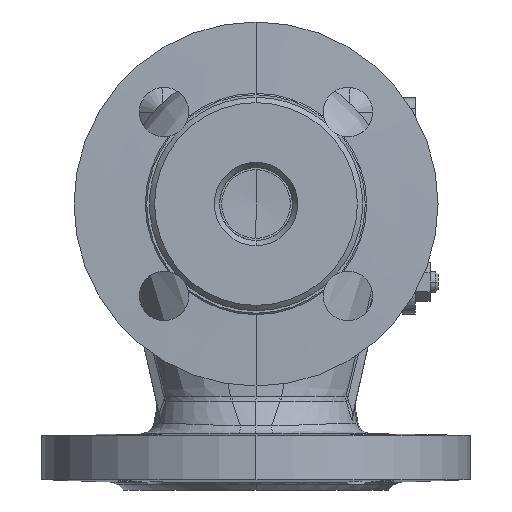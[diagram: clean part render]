
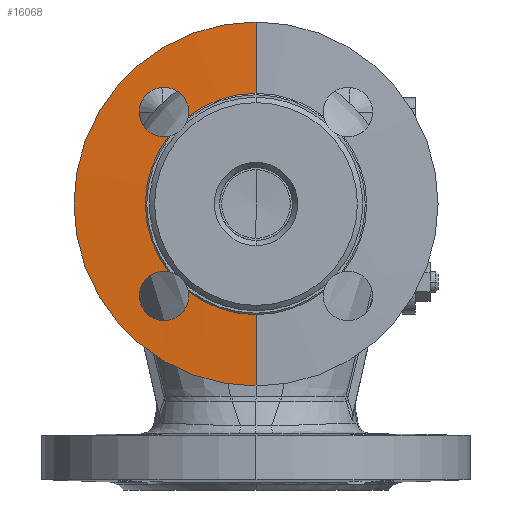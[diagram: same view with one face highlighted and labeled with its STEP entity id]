
A CAD part, front view. The second image highlights one B-rep face of the part: STEP entity #16068.
In plain terms, the highlighted conical face has half-angle 88 degrees and reference radius 56.271 mm.
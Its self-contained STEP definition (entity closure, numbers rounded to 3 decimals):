
#4728=CARTESIAN_POINT('',(0.,-111.5,0.));
#4729=DIRECTION('',(0.,1.,0.));
#4730=DIRECTION('',(0.,0.,-1.));
#4731=AXIS2_PLACEMENT_3D('',#4728,#4729,#4730);
#4733=CARTESIAN_POINT('',(-44.855,-111.95,
35.355));
#4734=CARTESIAN_POINT('',(-44.855,-111.933,
36.121));
#4735=CARTESIAN_POINT('',(-44.67,-111.905,
37.651));
#4736=CARTESIAN_POINT('',(-43.85,-111.877,
39.813));
#4737=CARTESIAN_POINT('',(-42.536,-111.864,
41.716));
#4738=CARTESIAN_POINT('',(-40.806,-111.869,
43.249));
#4739=CARTESIAN_POINT('',(-38.759,-111.889,
44.324));
#4740=CARTESIAN_POINT('',(-36.514,-111.924,
44.878));
#4741=CARTESIAN_POINT('',(-34.202,-111.974,
44.879));
#4742=CARTESIAN_POINT('',(-31.956,-112.036,
44.326));
#4743=CARTESIAN_POINT('',(-29.908,-112.108,
43.252));
#4744=CARTESIAN_POINT('',(-28.176,-112.186,
41.718));
#4745=CARTESIAN_POINT('',(-26.862,-112.267,
39.814));
#4746=CARTESIAN_POINT('',(-26.041,-112.346,
37.651));
#4747=CARTESIAN_POINT('',(-25.855,-112.393,
36.121));
#4748=CARTESIAN_POINT('',(-25.855,-112.415,
35.355));
#4750=CARTESIAN_POINT('',(-33.666,-112.459,
26.007));
#4751=CARTESIAN_POINT('',(-34.445,-112.44,
25.866));
#4752=CARTESIAN_POINT('',(-36.037,-112.397,
25.78));
#4753=CARTESIAN_POINT('',(-38.384,-112.321,
26.246));
#4754=CARTESIAN_POINT('',(-40.544,-112.238,
27.279));
#4755=CARTESIAN_POINT('',(-42.38,-112.155,
28.813));
#4756=CARTESIAN_POINT('',(-43.78,-112.076,
30.754));
#4757=CARTESIAN_POINT('',(-44.657,-112.006,
32.981));
#4758=CARTESIAN_POINT('',(-44.855,-111.967,
34.564));
#4759=CARTESIAN_POINT('',(-44.855,-111.95,
35.355));
#4761=CARTESIAN_POINT('',(0.,-112.459,0.));
#4762=DIRECTION('',(0.,1.,0.));
#4763=DIRECTION('',(-0.791,0.,-0.611));
#4764=AXIS2_PLACEMENT_3D('',#4761,#4762,#4763);
#4766=CARTESIAN_POINT('',(-44.855,-111.95,
-35.355));
#4767=CARTESIAN_POINT('',(-44.855,-111.967,
-34.564));
#4768=CARTESIAN_POINT('',(-44.657,-112.006,
-32.981));
#4769=CARTESIAN_POINT('',(-43.781,-112.076,
-30.755));
#4770=CARTESIAN_POINT('',(-42.381,-112.155,
-28.814));
#4771=CARTESIAN_POINT('',(-40.544,-112.238,
-27.279));
#4772=CARTESIAN_POINT('',(-38.385,-112.321,
-26.246));
#4773=CARTESIAN_POINT('',(-36.037,-112.397,
-25.78));
#4774=CARTESIAN_POINT('',(-34.445,-112.44,
-25.866));
#4775=CARTESIAN_POINT('',(-33.666,-112.459,
-26.007));
#4777=CARTESIAN_POINT('',(-25.855,-112.415,
-35.355));
#4778=CARTESIAN_POINT('',(-25.855,-112.393,
-36.121));
#4779=CARTESIAN_POINT('',(-26.041,-112.346,
-37.651));
#4780=CARTESIAN_POINT('',(-26.862,-112.267,
-39.814));
#4781=CARTESIAN_POINT('',(-28.176,-112.187,
-41.718));
#4782=CARTESIAN_POINT('',(-29.908,-112.108,
-43.251));
#4783=CARTESIAN_POINT('',(-31.956,-112.036,
-44.326));
#4784=CARTESIAN_POINT('',(-34.202,-111.974,
-44.879));
#4785=CARTESIAN_POINT('',(-36.515,-111.924,
-44.878));
#4786=CARTESIAN_POINT('',(-38.76,-111.889,
-44.324));
#4787=CARTESIAN_POINT('',(-40.807,-111.869,
-43.249));
#4788=CARTESIAN_POINT('',(-42.537,-111.864,
-41.715));
#4789=CARTESIAN_POINT('',(-43.85,-111.877,
-39.812));
#4790=CARTESIAN_POINT('',(-44.67,-111.905,
-37.651));
#4791=CARTESIAN_POINT('',(-44.855,-111.933,
-36.121));
#4792=CARTESIAN_POINT('',(-44.855,-111.95,
-35.355));
#4794=CARTESIAN_POINT('',(-26.007,-112.459,
-33.666));
#4795=CARTESIAN_POINT('',(-25.973,-112.454,
-33.852));
#4796=CARTESIAN_POINT('',(-25.917,-112.445,
-34.225));
#4797=CARTESIAN_POINT('',(-25.867,-112.431,
-34.789));
#4798=CARTESIAN_POINT('',(-25.855,-112.42,
-35.167));
#4799=CARTESIAN_POINT('',(-25.855,-112.415,
-35.355));
#4801=CARTESIAN_POINT('',(0.,-112.459,0.));
#4802=DIRECTION('',(0.,1.,0.));
#4803=DIRECTION('',(0.,0.,-1.));
#4804=AXIS2_PLACEMENT_3D('',#4801,#4802,#4803);
#4806=DIRECTION('',(0.,0.035,-0.999));
#4807=VECTOR('',#4806,27.476);
#4808=CARTESIAN_POINT('',(0.,-112.459,-42.541));
#4809=LINE('',#4808,#4807);
#4810=DIRECTION('',(0.,0.035,0.999));
#4811=VECTOR('',#4810,27.476);
#4812=CARTESIAN_POINT('',(0.,-112.459,42.541));
#4813=LINE('',#4812,#4811);
#4814=CARTESIAN_POINT('',(0.,-112.459,0.));
#4815=DIRECTION('',(0.,1.,0.));
#4816=DIRECTION('',(-0.611,0.,0.791));
#4817=AXIS2_PLACEMENT_3D('',#4814,#4815,#4816);
#4819=CARTESIAN_POINT('',(-25.855,-112.415,
35.355));
#4820=CARTESIAN_POINT('',(-25.855,-112.42,
35.167));
#4821=CARTESIAN_POINT('',(-25.867,-112.431,
34.789));
#4822=CARTESIAN_POINT('',(-25.917,-112.445,
34.225));
#4823=CARTESIAN_POINT('',(-25.973,-112.454,
33.852));
#4824=CARTESIAN_POINT('',(-26.007,-112.459,
33.666));
#5751=CARTESIAN_POINT('',(0.,-112.459,-42.541));
#5752=CARTESIAN_POINT('',(0.,-111.5,-70.));
#5753=VERTEX_POINT('',#5751);
#5754=VERTEX_POINT('',#5752);
#5757=CARTESIAN_POINT('',(0.,-112.459,42.541));
#5758=CARTESIAN_POINT('',(0.,-111.5,70.));
#5759=VERTEX_POINT('',#5757);
#5760=VERTEX_POINT('',#5758);
#6295=VERTEX_POINT('',#4766);
#6296=VERTEX_POINT('',#4775);
#6297=VERTEX_POINT('',#4794);
#6298=VERTEX_POINT('',#4799);
#6301=VERTEX_POINT('',#4733);
#6302=VERTEX_POINT('',#4748);
#6303=VERTEX_POINT('',#4824);
#6304=VERTEX_POINT('',#4750);
#16038=CARTESIAN_POINT('',(0.,-111.979,0.));
#16039=DIRECTION('',(0.,1.,0.));
#16040=DIRECTION('',(0.,0.,-1.));
#16041=AXIS2_PLACEMENT_3D('',#16038,#16039,#16040);
#16042=CONICAL_SURFACE('',#16041,56.271,88.);
#16044=ORIENTED_EDGE('',*,*,#16043,.F.);
#16046=ORIENTED_EDGE('',*,*,#16045,.F.);
#16048=ORIENTED_EDGE('',*,*,#16047,.F.);
#16050=ORIENTED_EDGE('',*,*,#16049,.F.);
#16052=ORIENTED_EDGE('',*,*,#16051,.F.);
#16054=ORIENTED_EDGE('',*,*,#16053,.F.);
#16056=ORIENTED_EDGE('',*,*,#16055,.F.);
#16058=ORIENTED_EDGE('',*,*,#16057,.T.);
#16059=ORIENTED_EDGE('',*,*,#16033,.T.);
#16061=ORIENTED_EDGE('',*,*,#16060,.F.);
#16063=ORIENTED_EDGE('',*,*,#16062,.F.);
#16065=ORIENTED_EDGE('',*,*,#16064,.F.);
#16066=EDGE_LOOP('',(#16044,#16046,#16048,#16050,#16052,#16054,#16056,#16058,
#16059,#16061,#16063,#16065));
#16067=FACE_OUTER_BOUND('',#16066,.F.);
#16068=ADVANCED_FACE('',(#16067),#16042,.T.);
#4732=CIRCLE('',#4731,70.);
#4749=B_SPLINE_CURVE_WITH_KNOTS('',3,(#4733,#4734,#4735,#4736,#4737,#4738,#4739,
#4740,#4741,#4742,#4743,#4744,#4745,#4746,#4747,#4748),.UNSPECIFIED.,.F.,.F.,(4,
1,1,1,1,1,1,1,1,1,1,1,1,4),(0.,0.077,0.154,
0.231,0.308,0.385,0.462,
0.538,0.615,0.692,0.769,
0.846,0.923,1.),.UNSPECIFIED.);
#4760=B_SPLINE_CURVE_WITH_KNOTS('',3,(#4750,#4751,#4752,#4753,#4754,#4755,#4756,
#4757,#4758,#4759),.UNSPECIFIED.,.F.,.F.,(4,1,1,1,1,1,1,4),(0.,
0.143,0.286,0.429,0.571,
0.714,0.857,1.),.UNSPECIFIED.);
#4765=CIRCLE('',#4764,42.541);
#4776=B_SPLINE_CURVE_WITH_KNOTS('',3,(#4766,#4767,#4768,#4769,#4770,#4771,#4772,
#4773,#4774,#4775),.UNSPECIFIED.,.F.,.F.,(4,1,1,1,1,1,1,4),(0.,
0.143,0.286,0.429,0.571,
0.714,0.857,1.),.UNSPECIFIED.);
#4793=B_SPLINE_CURVE_WITH_KNOTS('',3,(#4777,#4778,#4779,#4780,#4781,#4782,#4783,
#4784,#4785,#4786,#4787,#4788,#4789,#4790,#4791,#4792),.UNSPECIFIED.,.F.,.F.,(4,
1,1,1,1,1,1,1,1,1,1,1,1,4),(0.,0.077,0.154,
0.231,0.308,0.385,0.462,
0.538,0.615,0.692,0.769,
0.846,0.923,1.),.UNSPECIFIED.);
#4800=B_SPLINE_CURVE_WITH_KNOTS('',3,(#4794,#4795,#4796,#4797,#4798,#4799),
.UNSPECIFIED.,.F.,.F.,(4,1,1,4),(0.,0.333,0.667,1.),
.UNSPECIFIED.);
#4805=CIRCLE('',#4804,42.541);
#4818=CIRCLE('',#4817,42.541);
#4825=B_SPLINE_CURVE_WITH_KNOTS('',3,(#4819,#4820,#4821,#4822,#4823,#4824),
.UNSPECIFIED.,.F.,.F.,(4,1,1,4),(0.,0.333,0.667,1.),
.UNSPECIFIED.);
#16033=EDGE_CURVE('',#5754,#5760,#4732,.T.);
#16043=EDGE_CURVE('',#6301,#6302,#4749,.T.);
#16045=EDGE_CURVE('',#6304,#6301,#4760,.T.);
#16047=EDGE_CURVE('',#6296,#6304,#4765,.T.);
#16049=EDGE_CURVE('',#6295,#6296,#4776,.T.);
#16051=EDGE_CURVE('',#6298,#6295,#4793,.T.);
#16053=EDGE_CURVE('',#6297,#6298,#4800,.T.);
#16055=EDGE_CURVE('',#5753,#6297,#4805,.T.);
#16057=EDGE_CURVE('',#5753,#5754,#4809,.T.);
#16060=EDGE_CURVE('',#5759,#5760,#4813,.T.);
#16062=EDGE_CURVE('',#6303,#5759,#4818,.T.);
#16064=EDGE_CURVE('',#6302,#6303,#4825,.T.);
